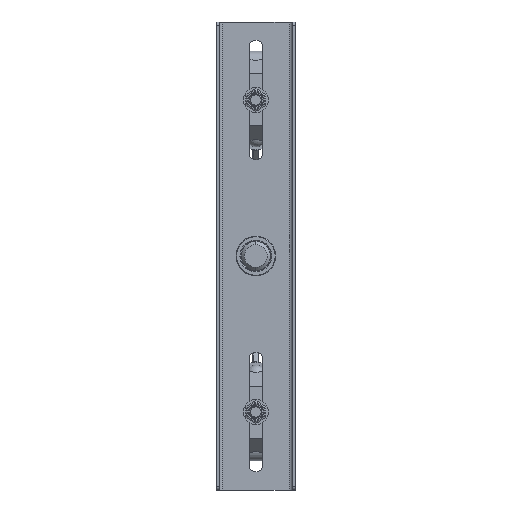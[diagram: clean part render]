
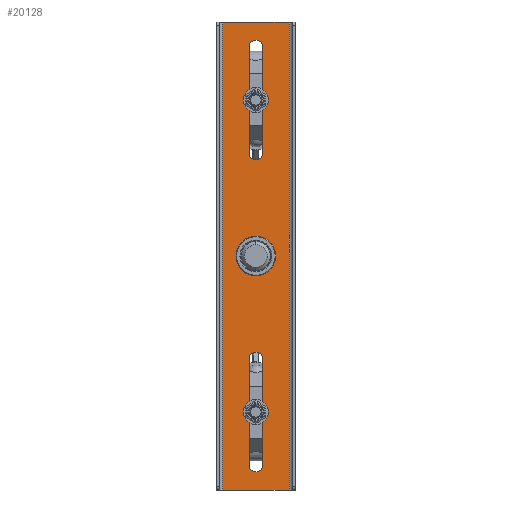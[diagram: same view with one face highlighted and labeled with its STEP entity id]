
A CAD part, front view. The second image highlights one B-rep face of the part: STEP entity #20128.
In plain terms, the highlighted planar face has unit normal (0, -1, 0).
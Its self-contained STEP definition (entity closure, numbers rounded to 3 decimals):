
#350 = DIRECTION ( 'NONE',  ( 0., 0., -1. ) ) ;
#355 = CARTESIAN_POINT ( 'NONE',  ( 0., 0., 92.5 ) ) ;
#636 = VERTEX_POINT ( 'NONE', #31951 ) ;
#696 = LINE ( 'NONE', #6325, #48454 ) ;
#930 = DIRECTION ( 'NONE',  ( 0., 0., 1. ) ) ;
#1598 = DIRECTION ( 'NONE',  ( 0., 1., 0. ) ) ;
#2678 = CIRCLE ( 'NONE', #37652, 6.5 ) ;
#3246 = ORIENTED_EDGE ( 'NONE', *, *, #24505, .T. ) ;
#3640 = EDGE_CURVE ( 'NONE', #17226, #54846, #64778, .T. ) ;
#4272 = CARTESIAN_POINT ( 'NONE',  ( 6.5, 0., -99. ) ) ;
#5881 = AXIS2_PLACEMENT_3D ( 'NONE', #71946, #11321, #12291 ) ;
#6029 = CARTESIAN_POINT ( 'NONE',  ( 0., 0., -99. ) ) ;
#6301 = EDGE_CURVE ( 'NONE', #636, #17226, #33282, .T. ) ;
#6325 = CARTESIAN_POINT ( 'NONE',  ( 35., 0., 225. ) ) ;
#6441 = ORIENTED_EDGE ( 'NONE', *, *, #3640, .T. ) ;
#7050 = CIRCLE ( 'NONE', #69444, 6.5 ) ;
#7100 = ORIENTED_EDGE ( 'NONE', *, *, #37199, .T. ) ;
#7763 = EDGE_CURVE ( 'NONE', #57750, #19383, #18372, .T. ) ;
#7839 = DIRECTION ( 'NONE',  ( 0., 1., 0. ) ) ;
#9543 = DIRECTION ( 'NONE',  ( 0., 1., 0. ) ) ;
#9677 = CARTESIAN_POINT ( 'NONE',  ( 6.5, 0., -201. ) ) ;
#11321 = DIRECTION ( 'NONE',  ( 0., 1., 0. ) ) ;
#12291 = DIRECTION ( 'NONE',  ( 0., 0., 1. ) ) ;
#12734 = DIRECTION ( 'NONE',  ( 0., 0., 1. ) ) ;
#12804 = DIRECTION ( 'NONE',  ( 0., 0., -1. ) ) ;
#12938 = CARTESIAN_POINT ( 'NONE',  ( 0., 0., 201. ) ) ;
#13480 = EDGE_CURVE ( 'NONE', #54438, #58441, #40771, .T. ) ;
#13695 = LINE ( 'NONE', #25163, #31965 ) ;
#13714 = CARTESIAN_POINT ( 'NONE',  ( -6.5, 0., -99. ) ) ;
#13940 = AXIS2_PLACEMENT_3D ( 'NONE', #12938, #7839, #29897 ) ;
#14237 = AXIS2_PLACEMENT_3D ( 'NONE', #20923, #9543, #71341 ) ;
#14475 = ORIENTED_EDGE ( 'NONE', *, *, #71601, .T. ) ;
#15800 = DIRECTION ( 'NONE',  ( 0., 1., 0. ) ) ;
#16291 = ORIENTED_EDGE ( 'NONE', *, *, #25704, .T. ) ;
#17226 = VERTEX_POINT ( 'NONE', #25680 ) ;
#17350 = EDGE_CURVE ( 'NONE', #20494, #55915, #42135, .T. ) ;
#17666 = PLANE ( 'NONE',  #31064 ) ;
#17737 = CARTESIAN_POINT ( 'NONE',  ( 6.5, 0., 99. ) ) ;
#17894 = CARTESIAN_POINT ( 'NONE',  ( -6.5, 0., 201. ) ) ;
#18372 = CIRCLE ( 'NONE', #29783, 6.5 ) ;
#18489 = ORIENTED_EDGE ( 'NONE', *, *, #62701, .T. ) ;
#19383 = VERTEX_POINT ( 'NONE', #46915 ) ;
#19852 = ORIENTED_EDGE ( 'NONE', *, *, #17350, .T. ) ;
#20128 = ADVANCED_FACE ( 'NONE', ( #41100, #30649, #43665, #64535 ), #17666, .T. ) ;
#20494 = VERTEX_POINT ( 'NONE', #13714 ) ;
#20923 = CARTESIAN_POINT ( 'NONE',  ( 0., 0., -201. ) ) ;
#21397 = DIRECTION ( 'NONE',  ( 0., 0., 1. ) ) ;
#22028 = VERTEX_POINT ( 'NONE', #54188 ) ;
#22491 = EDGE_CURVE ( 'NONE', #22028, #25593, #2678, .T. ) ;
#22898 = EDGE_LOOP ( 'NONE', ( #29104, #30251 ) ) ;
#24443 = ORIENTED_EDGE ( 'NONE', *, *, #22491, .T. ) ;
#24505 = EDGE_CURVE ( 'NONE', #19383, #636, #54333, .T. ) ;
#24667 = EDGE_LOOP ( 'NONE', ( #18489, #19852, #16291, #14475, #24443 ) ) ;
#25163 = CARTESIAN_POINT ( 'NONE',  ( -6.5, 0., -99. ) ) ;
#25173 = VERTEX_POINT ( 'NONE', #9677 ) ;
#25593 = VERTEX_POINT ( 'NONE', #26549 ) ;
#25680 = CARTESIAN_POINT ( 'NONE',  ( 6.5, 0., 201. ) ) ;
#25704 = EDGE_CURVE ( 'NONE', #55915, #25173, #55926, .T. ) ;
#26117 = CARTESIAN_POINT ( 'NONE',  ( -32., 0., -225. ) ) ;
#26549 = CARTESIAN_POINT ( 'NONE',  ( -6.5, 0., -201. ) ) ;
#26915 = CARTESIAN_POINT ( 'NONE',  ( 35., 0., -225. ) ) ;
#27173 = DIRECTION ( 'NONE',  ( 0., 1., 0. ) ) ;
#27700 = LINE ( 'NONE', #62155, #56317 ) ;
#29104 = ORIENTED_EDGE ( 'NONE', *, *, #32341, .T. ) ;
#29198 = DIRECTION ( 'NONE',  ( 0., 0., -1. ) ) ;
#29278 = DIRECTION ( 'NONE',  ( 0., 0., 1. ) ) ;
#29783 = AXIS2_PLACEMENT_3D ( 'NONE', #70864, #15800, #21397 ) ;
#29897 = DIRECTION ( 'NONE',  ( 0., 0., 1. ) ) ;
#30251 = ORIENTED_EDGE ( 'NONE', *, *, #13480, .T. ) ;
#30649 = FACE_OUTER_BOUND ( 'NONE', #32137, .T. ) ;
#30858 = ORIENTED_EDGE ( 'NONE', *, *, #7763, .T. ) ;
#31064 = AXIS2_PLACEMENT_3D ( 'NONE', #67592, #44603, #12804 ) ;
#31673 = EDGE_CURVE ( 'NONE', #33571, #38634, #27700, .T. ) ;
#31951 = CARTESIAN_POINT ( 'NONE',  ( -6.5, 0., 201. ) ) ;
#31965 = VECTOR ( 'NONE', #69523, 1000. ) ;
#32071 = VECTOR ( 'NONE', #29198, 1000. ) ;
#32137 = EDGE_LOOP ( 'NONE', ( #44001, #64542, #57239, #7100 ) ) ;
#32341 = EDGE_CURVE ( 'NONE', #58441, #54438, #66625, .T. ) ;
#32639 = CARTESIAN_POINT ( 'NONE',  ( 6.5, 0., -99. ) ) ;
#32859 = EDGE_CURVE ( 'NONE', #33571, #44576, #696, .T. ) ;
#33282 = CIRCLE ( 'NONE', #13940, 6.5 ) ;
#33543 = DIRECTION ( 'NONE',  ( 0., 0., 1. ) ) ;
#33571 = VERTEX_POINT ( 'NONE', #42081 ) ;
#33983 = DIRECTION ( 'NONE',  ( 0., 1., 0. ) ) ;
#34679 = AXIS2_PLACEMENT_3D ( 'NONE', #6029, #56208, #930 ) ;
#35292 = VECTOR ( 'NONE', #63550, 1000. ) ;
#35953 = CARTESIAN_POINT ( 'NONE',  ( 6.5, 0., 99. ) ) ;
#37199 = EDGE_CURVE ( 'NONE', #44576, #58865, #39875, .T. ) ;
#37652 = AXIS2_PLACEMENT_3D ( 'NONE', #60406, #27173, #33543 ) ;
#37887 = DIRECTION ( 'NONE',  ( -1., 0., 0. ) ) ;
#38634 = VERTEX_POINT ( 'NONE', #59980 ) ;
#39598 = VECTOR ( 'NONE', #29278, 1000. ) ;
#39875 = LINE ( 'NONE', #62646, #32071 ) ;
#40164 = CARTESIAN_POINT ( 'NONE',  ( 0., 0., 99. ) ) ;
#40771 = CIRCLE ( 'NONE', #63848, 6.5 ) ;
#41100 = FACE_BOUND ( 'NONE', #24667, .T. ) ;
#42081 = CARTESIAN_POINT ( 'NONE',  ( 32., 0., 225. ) ) ;
#42135 = CIRCLE ( 'NONE', #34679, 6.5 ) ;
#43665 = FACE_BOUND ( 'NONE', #22898, .T. ) ;
#44001 = ORIENTED_EDGE ( 'NONE', *, *, #60558, .F. ) ;
#44151 = CARTESIAN_POINT ( 'NONE',  ( 0., 0., -6.5 ) ) ;
#44576 = VERTEX_POINT ( 'NONE', #62377 ) ;
#44581 = ORIENTED_EDGE ( 'NONE', *, *, #6301, .T. ) ;
#44603 = DIRECTION ( 'NONE',  ( 0., -1., 0. ) ) ;
#46915 = CARTESIAN_POINT ( 'NONE',  ( -6.5, 0., 99. ) ) ;
#48454 = VECTOR ( 'NONE', #61816, 1000. ) ;
#48871 = CARTESIAN_POINT ( 'NONE',  ( 0., 0., 6.5 ) ) ;
#50223 = DIRECTION ( 'NONE',  ( 0., 0., 1. ) ) ;
#50457 = CARTESIAN_POINT ( 'NONE',  ( 0., 0., 0. ) ) ;
#52142 = LINE ( 'NONE', #26915, #58153 ) ;
#54188 = CARTESIAN_POINT ( 'NONE',  ( 0., 0., -207.5 ) ) ;
#54333 = LINE ( 'NONE', #17894, #39598 ) ;
#54438 = VERTEX_POINT ( 'NONE', #48871 ) ;
#54846 = VERTEX_POINT ( 'NONE', #35953 ) ;
#55550 = DIRECTION ( 'NONE',  ( 0., 0., -1. ) ) ;
#55593 = CIRCLE ( 'NONE', #14237, 6.5 ) ;
#55915 = VERTEX_POINT ( 'NONE', #4272 ) ;
#55926 = LINE ( 'NONE', #32639, #70667 ) ;
#56208 = DIRECTION ( 'NONE',  ( 0., 1., 0. ) ) ;
#56317 = VECTOR ( 'NONE', #55550, 1000. ) ;
#57239 = ORIENTED_EDGE ( 'NONE', *, *, #32859, .T. ) ;
#57750 = VERTEX_POINT ( 'NONE', #355 ) ;
#58153 = VECTOR ( 'NONE', #37887, 1000. ) ;
#58441 = VERTEX_POINT ( 'NONE', #44151 ) ;
#58865 = VERTEX_POINT ( 'NONE', #26117 ) ;
#59980 = CARTESIAN_POINT ( 'NONE',  ( 32., 0., -225. ) ) ;
#60118 = ORIENTED_EDGE ( 'NONE', *, *, #71303, .T. ) ;
#60406 = CARTESIAN_POINT ( 'NONE',  ( 0., 0., -201. ) ) ;
#60558 = EDGE_CURVE ( 'NONE', #38634, #58865, #52142, .T. ) ;
#61816 = DIRECTION ( 'NONE',  ( -1., 0., 0. ) ) ;
#62155 = CARTESIAN_POINT ( 'NONE',  ( 32., 0., 225. ) ) ;
#62377 = CARTESIAN_POINT ( 'NONE',  ( -32., 0., 225. ) ) ;
#62646 = CARTESIAN_POINT ( 'NONE',  ( -32., 0., 225. ) ) ;
#62701 = EDGE_CURVE ( 'NONE', #25593, #20494, #13695, .T. ) ;
#63550 = DIRECTION ( 'NONE',  ( 0., 0., -1. ) ) ;
#63848 = AXIS2_PLACEMENT_3D ( 'NONE', #50457, #33983, #50223 ) ;
#64535 = FACE_BOUND ( 'NONE', #71145, .T. ) ;
#64542 = ORIENTED_EDGE ( 'NONE', *, *, #31673, .F. ) ;
#64778 = LINE ( 'NONE', #17737, #35292 ) ;
#66625 = CIRCLE ( 'NONE', #5881, 6.5 ) ;
#67592 = CARTESIAN_POINT ( 'NONE',  ( 35., 0., 225. ) ) ;
#69444 = AXIS2_PLACEMENT_3D ( 'NONE', #40164, #1598, #12734 ) ;
#69523 = DIRECTION ( 'NONE',  ( 0., 0., 1. ) ) ;
#70667 = VECTOR ( 'NONE', #350, 1000. ) ;
#70864 = CARTESIAN_POINT ( 'NONE',  ( 0., 0., 99. ) ) ;
#71145 = EDGE_LOOP ( 'NONE', ( #3246, #44581, #6441, #60118, #30858 ) ) ;
#71303 = EDGE_CURVE ( 'NONE', #54846, #57750, #7050, .T. ) ;
#71341 = DIRECTION ( 'NONE',  ( 0., 0., 1. ) ) ;
#71601 = EDGE_CURVE ( 'NONE', #25173, #22028, #55593, .T. ) ;
#71946 = CARTESIAN_POINT ( 'NONE',  ( 0., 0., 0. ) ) ;
